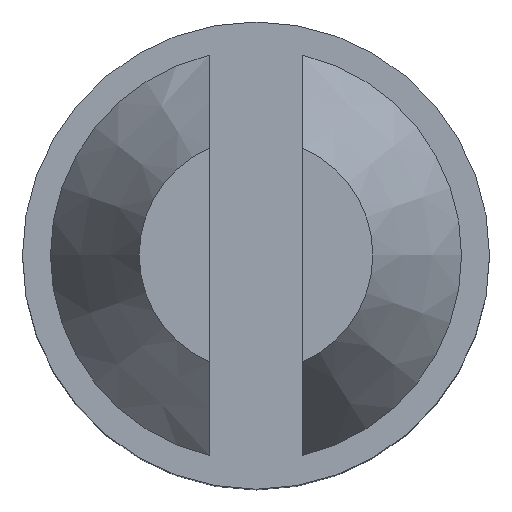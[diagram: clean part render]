
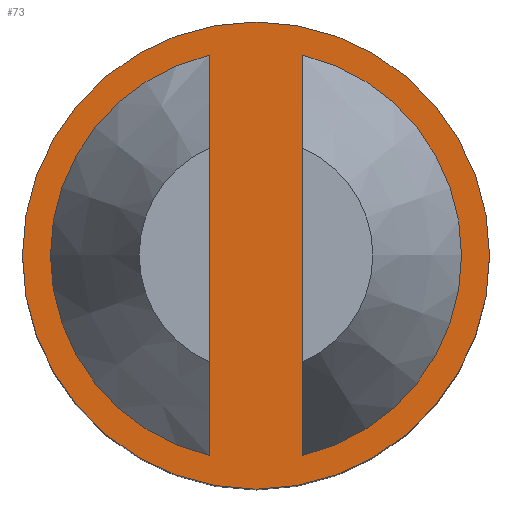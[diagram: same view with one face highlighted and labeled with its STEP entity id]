
A CAD part, top view. The second image highlights one B-rep face of the part: STEP entity #73.
In plain terms, the highlighted planar face has unit normal (0, 0, 1).
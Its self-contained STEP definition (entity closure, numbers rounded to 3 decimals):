
#73 = ADVANCED_FACE( '', ( #149, #150, #151 ), #152, .F. );
#149 = FACE_BOUND( '', #224, .T. );
#150 = FACE_BOUND( '', #225, .T. );
#151 = FACE_OUTER_BOUND( '', #226, .T. );
#152 = PLANE( '', #227 );
#224 = EDGE_LOOP( '', ( #359, #360 ) );
#225 = EDGE_LOOP( '', ( #361, #362 ) );
#226 = EDGE_LOOP( '', ( #363 ) );
#227 = AXIS2_PLACEMENT_3D( '', #364, #365, #366 );
#359 = ORIENTED_EDGE( '', *, *, #468, .T. );
#360 = ORIENTED_EDGE( '', *, *, #452, .T. );
#361 = ORIENTED_EDGE( '', *, *, #423, .T. );
#362 = ORIENTED_EDGE( '', *, *, #470, .F. );
#363 = ORIENTED_EDGE( '', *, *, #440, .F. );
#364 = CARTESIAN_POINT( '', ( -2., 0., 2.5 ) );
#365 = DIRECTION( '', ( 0., 0., -1. ) );
#366 = DIRECTION( '', ( -1., 0., 0. ) );
#423 = EDGE_CURVE( '', #486, #490, #492, .T. );
#440 = EDGE_CURVE( '', #518, #518, #519, .T. );
#452 = EDGE_CURVE( '', #533, #537, #539, .T. );
#468 = EDGE_CURVE( '', #537, #533, #559, .T. );
#470 = EDGE_CURVE( '', #486, #490, #561, .T. );
#486 = VERTEX_POINT( '', #581 );
#490 = VERTEX_POINT( '', #586 );
#492 = CIRCLE( '', #589, 2. );
#518 = VERTEX_POINT( '', #637 );
#519 = CIRCLE( '', #638, 2.5 );
#533 = VERTEX_POINT( '', #654 );
#537 = VERTEX_POINT( '', #659 );
#539 = CIRCLE( '', #662, 2. );
#559 = LINE( '', #697, #698 );
#561 = LINE( '', #700, #701 );
#581 = CARTESIAN_POINT( '', ( -0.5, -1.936, 2.5 ) );
#586 = CARTESIAN_POINT( '', ( -0.5, 1.936, 2.5 ) );
#589 = AXIS2_PLACEMENT_3D( '', #743, #744, #745 );
#637 = CARTESIAN_POINT( '', ( -2.5, 0., 2.5 ) );
#638 = AXIS2_PLACEMENT_3D( '', #762, #763, #764 );
#654 = CARTESIAN_POINT( '', ( 0.5, 1.936, 2.5 ) );
#659 = CARTESIAN_POINT( '', ( 0.5, -1.936, 2.5 ) );
#662 = AXIS2_PLACEMENT_3D( '', #781, #782, #783 );
#697 = CARTESIAN_POINT( '', ( 0.5, -2.5, 2.5 ) );
#698 = VECTOR( '', #793, 1000. );
#700 = CARTESIAN_POINT( '', ( -0.5, -2.5, 2.5 ) );
#701 = VECTOR( '', #794, 1000. );
#743 = CARTESIAN_POINT( '', ( 0., 0., 2.5 ) );
#744 = DIRECTION( '', ( 0., 0., -1. ) );
#745 = DIRECTION( '', ( -1., 0., 0. ) );
#762 = CARTESIAN_POINT( '', ( 0., 0., 2.5 ) );
#763 = DIRECTION( '', ( 0., 0., -1. ) );
#764 = DIRECTION( '', ( -1., 0., 0. ) );
#781 = CARTESIAN_POINT( '', ( 0., 0., 2.5 ) );
#782 = DIRECTION( '', ( 0., 0., -1. ) );
#783 = DIRECTION( '', ( -1., 0., 0. ) );
#793 = DIRECTION( '', ( 0., 1., 0. ) );
#794 = DIRECTION( '', ( 0., 1., 0. ) );
